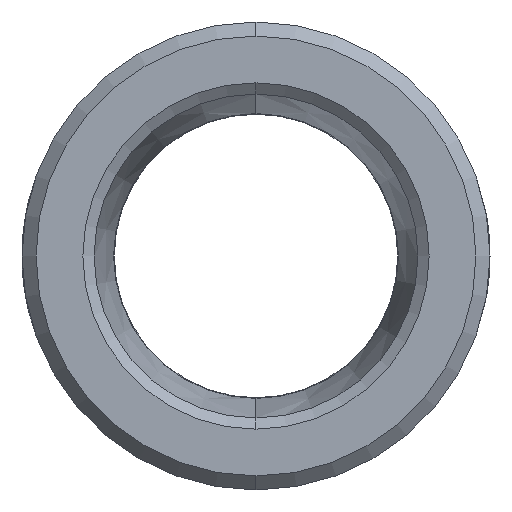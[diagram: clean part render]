
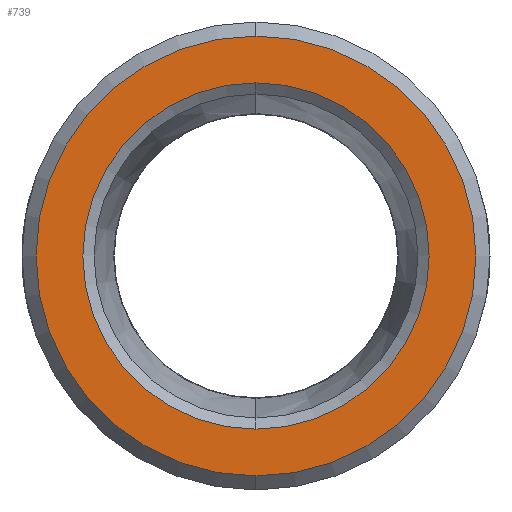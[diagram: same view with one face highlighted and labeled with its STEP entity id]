
A CAD part, left-side view. The second image highlights one B-rep face of the part: STEP entity #739.
In plain terms, the highlighted planar face has unit normal (-1, 0, 0).
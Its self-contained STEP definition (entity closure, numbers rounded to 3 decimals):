
#19=PLANE('',#867);
#27=FACE_BOUND('',#210,.T.);
#153=FACE_OUTER_BOUND('',#209,.T.);
#209=EDGE_LOOP('',(#613,#614));
#210=EDGE_LOOP('',(#615,#616));
#276=CIRCLE('',#839,18.5);
#277=CIRCLE('',#841,23.5);
#291=CIRCLE('',#866,23.5);
#292=CIRCLE('',#868,18.5);
#349=VERTEX_POINT('',#1683);
#350=VERTEX_POINT('',#1685);
#351=VERTEX_POINT('',#1689);
#352=VERTEX_POINT('',#1690);
#433=EDGE_CURVE('',#349,#350,#276,.T.);
#435=EDGE_CURVE('',#351,#352,#277,.T.);
#457=EDGE_CURVE('',#352,#351,#291,.T.);
#458=EDGE_CURVE('',#350,#349,#292,.T.);
#613=ORIENTED_EDGE('',*,*,#457,.T.);
#614=ORIENTED_EDGE('',*,*,#435,.T.);
#615=ORIENTED_EDGE('',*,*,#458,.F.);
#616=ORIENTED_EDGE('',*,*,#433,.F.);
#739=ADVANCED_FACE('',(#153,#27),#19,.F.);
#839=AXIS2_PLACEMENT_3D('',#1686,#1050,#1051);
#841=AXIS2_PLACEMENT_3D('',#1691,#1055,#1056);
#866=AXIS2_PLACEMENT_3D('',#1879,#1109,#1110);
#867=AXIS2_PLACEMENT_3D('',#1880,#1111,#1112);
#868=AXIS2_PLACEMENT_3D('',#1881,#1113,#1114);
#1050=DIRECTION('center_axis',(-1.,0.,0.));
#1051=DIRECTION('ref_axis',(0.,0.,1.));
#1055=DIRECTION('center_axis',(-1.,0.,0.));
#1056=DIRECTION('ref_axis',(0.,0.,1.));
#1109=DIRECTION('center_axis',(-1.,0.,0.));
#1110=DIRECTION('ref_axis',(0.,0.,1.));
#1111=DIRECTION('center_axis',(1.,0.,0.));
#1112=DIRECTION('ref_axis',(0.,0.,-1.));
#1113=DIRECTION('center_axis',(-1.,0.,0.));
#1114=DIRECTION('ref_axis',(0.,0.,1.));
#1683=CARTESIAN_POINT('',(-105.,0.,-18.5));
#1685=CARTESIAN_POINT('',(-105.,0.,18.5));
#1686=CARTESIAN_POINT('Origin',(-105.,0.,0.));
#1689=CARTESIAN_POINT('',(-105.,0.,23.5));
#1690=CARTESIAN_POINT('',(-105.,0.,-23.5));
#1691=CARTESIAN_POINT('Origin',(-105.,0.,0.));
#1879=CARTESIAN_POINT('Origin',(-105.,0.,0.));
#1880=CARTESIAN_POINT('Origin',(-105.,-25.85,25.85));
#1881=CARTESIAN_POINT('Origin',(-105.,0.,0.));
